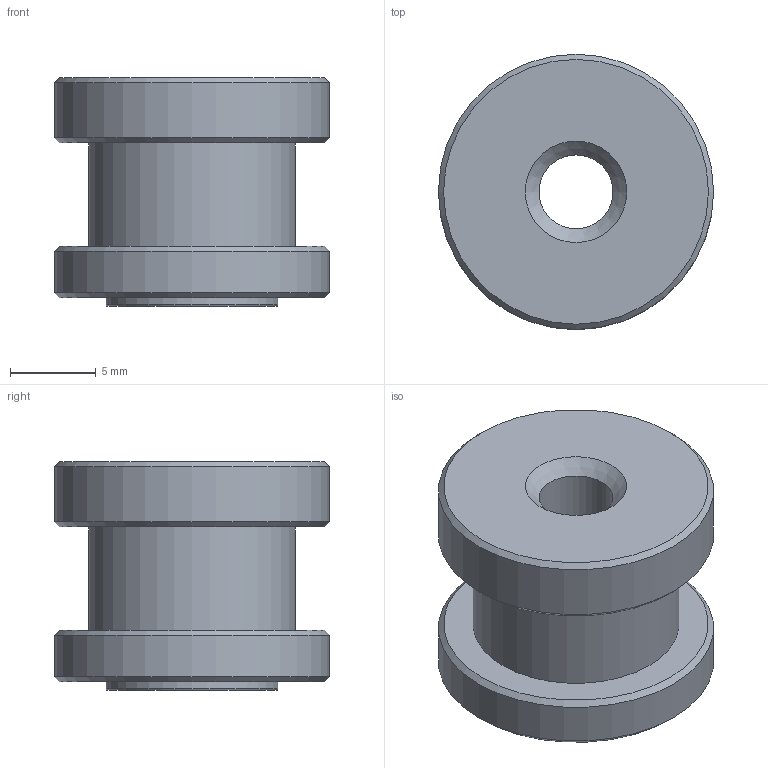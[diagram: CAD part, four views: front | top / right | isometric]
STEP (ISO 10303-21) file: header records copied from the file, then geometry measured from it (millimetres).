
FILE_DESCRIPTION(/* description */ (''),/* implementation_level */ '2;1');
FILE_NAME(/* name */ 'sleeve fitting.stp',/* time_stamp */ '2020-11-19T20:29:10+03:00',/* author */ ('Max'),/* organization */ (''),/* preprocessor_version */ 'ST-DEVELOPER v16.5',/* originating_system */ 'Autodesk Inventor 2017',/* authorisation */ '');
FILE_SCHEMA (('AUTOMOTIVE_DESIGN { 1 0 10303 214 3 1 1 }'));
Length unit declared in the file: millimetre
Products named in the file (1): втулка \X2\0444043804420438043D

Bounding box: 16 x 16 x 13.3 mm (x, y, z)
Volume: 1489.3 mm3; surface area: 1445.3 mm2
Topology: 1 solids, 1 shells, 21 faces, 38 edges, 23 vertices
Faces by surface type: cone 7, cylinder 7, plane 6, torus 1
Full cylindrical faces by diameter (mm): 4.3 x1, 6.5 x1, 10 x2, 12 x1, 16 x2
Entity records: 464 total; most frequent: DIRECTION 86, CARTESIAN_POINT 64, AXIS2_PLACEMENT_3D 43, EDGE_LOOP 42, ORIENTED_EDGE 42, FACE_BOUND 21, FACE_OUTER_BOUND 21, CIRCLE 21
